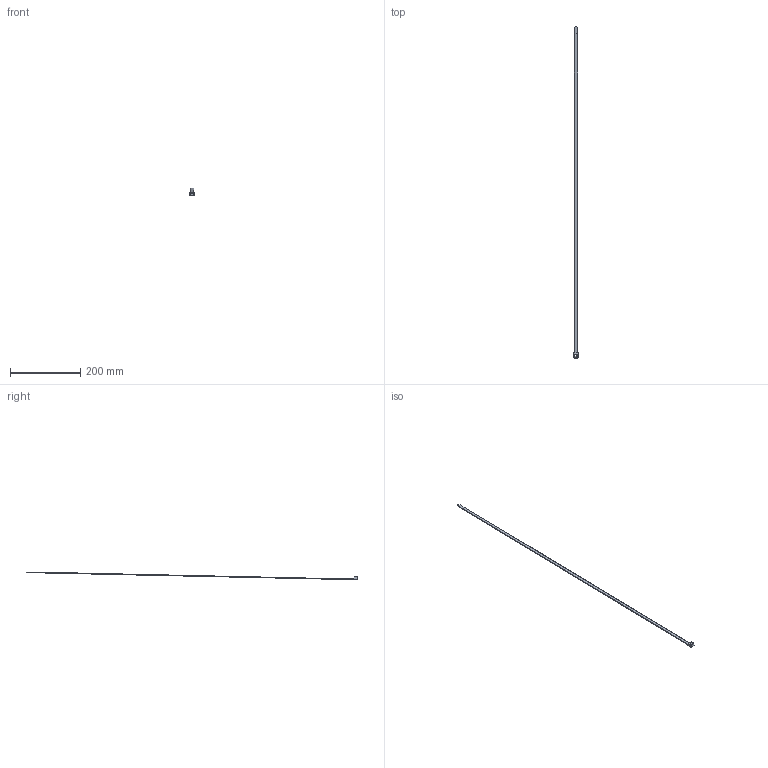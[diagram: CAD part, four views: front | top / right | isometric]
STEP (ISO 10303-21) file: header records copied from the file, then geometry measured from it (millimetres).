
FILE_DESCRIPTION(/* description */ (''),/* implementation_level */ '2;1');
FILE_NAME(/* name */ 'PANDUIT_PLT8H.stp',/* time_stamp */ '2019-12-17T17:30:40-06:00',/* author */ (''),/* organization */ (''),/* preprocessor_version */ 'ST-DEVELOPER v16',/* originating_system */ 'SIEMENS PLM Software NX 11.0',/* authorisation */ '');
FILE_SCHEMA (('AP203_CONFIGURATION_CONTROLLED_3D_DESIGN_OF_MECHANICAL_PARTS_AND_ASSEMBLIES_MIM_LF { 1 0 10303 403 2 1 2}'));
Length unit declared in the file: inch
Products named in the file (1): BWG0EF46FDFocbn
Bounding box: 14.22 x 944.37 x 22.49 mm (x, y, z)
Volume: 17384.6 mm3; surface area: 20221.6 mm2
Topology: 1 solids, 1 shells, 113 faces, 278 edges, 167 vertices
Faces by surface type: plane 52, cylinder 36, bspline 17, torus 5, cone 3
Entity records: 4386 total; most frequent: CARTESIAN_POINT 1268, ORIENTED_EDGE 556, DIRECTION 511, EDGE_CURVE 278, AXIS2_PLACEMENT_3D 182, VERTEX_POINT 167, LINE 147, VECTOR 147
